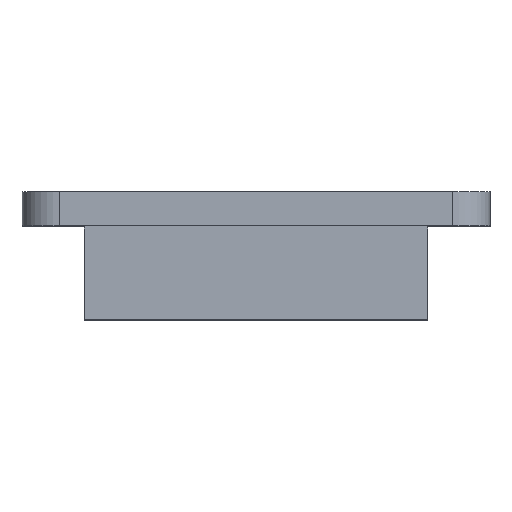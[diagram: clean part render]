
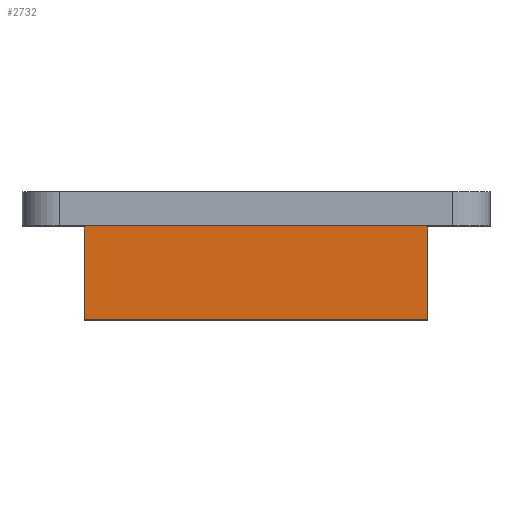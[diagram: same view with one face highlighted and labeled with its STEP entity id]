
A CAD part, top view. The second image highlights one B-rep face of the part: STEP entity #2732.
In plain terms, the highlighted planar face has unit normal (0, 0, 1).
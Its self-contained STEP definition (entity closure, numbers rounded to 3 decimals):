
#37 = EDGE_LOOP ( 'NONE', ( #1612, #823, #1767, #1889 ) ) ;
#175 = CARTESIAN_POINT ( 'NONE',  ( -13.75, -1.997, 16.25 ) ) ;
#213 = CARTESIAN_POINT ( 'NONE',  ( 13.75, -9.5, 16.25 ) ) ;
#280 = DIRECTION ( 'NONE',  ( 1., 0., 0. ) ) ;
#540 = VERTEX_POINT ( 'NONE', #542 ) ;
#542 = CARTESIAN_POINT ( 'NONE',  ( 13.75, -1.997, 16.25 ) ) ;
#562 = LINE ( 'NONE', #1449, #2720 ) ;
#617 = EDGE_CURVE ( 'NONE', #946, #2378, #1749, .T. ) ;
#702 = LINE ( 'NONE', #1832, #1335 ) ;
#823 = ORIENTED_EDGE ( 'NONE', *, *, #617, .F. ) ;
#828 = DIRECTION ( 'NONE',  ( 0., 1., 0. ) ) ;
#921 = LINE ( 'NONE', #2288, #1851 ) ;
#946 = VERTEX_POINT ( 'NONE', #2666 ) ;
#991 = VERTEX_POINT ( 'NONE', #213 ) ;
#1121 = AXIS2_PLACEMENT_3D ( 'NONE', #2490, #1844, #280 ) ;
#1164 = DIRECTION ( 'NONE',  ( 1., 0., 0. ) ) ;
#1229 = DIRECTION ( 'NONE',  ( 0., 1., 0. ) ) ;
#1335 = VECTOR ( 'NONE', #1164, 1000. ) ;
#1449 = CARTESIAN_POINT ( 'NONE',  ( 13.75, -9.5, 16.25 ) ) ;
#1586 = PLANE ( 'NONE',  #1121 ) ;
#1612 = ORIENTED_EDGE ( 'NONE', *, *, #1827, .F. ) ;
#1749 = LINE ( 'NONE', #1955, #2441 ) ;
#1767 = ORIENTED_EDGE ( 'NONE', *, *, #1830, .T. ) ;
#1795 = FACE_OUTER_BOUND ( 'NONE', #37, .T. ) ;
#1812 = DIRECTION ( 'NONE',  ( 1., 0., 0. ) ) ;
#1827 = EDGE_CURVE ( 'NONE', #2378, #540, #921, .T. ) ;
#1830 = EDGE_CURVE ( 'NONE', #946, #991, #702, .T. ) ;
#1832 = CARTESIAN_POINT ( 'NONE',  ( -13.75, -9.5, 16.25 ) ) ;
#1844 = DIRECTION ( 'NONE',  ( 0., 0., 1. ) ) ;
#1851 = VECTOR ( 'NONE', #1812, 1000. ) ;
#1889 = ORIENTED_EDGE ( 'NONE', *, *, #2355, .T. ) ;
#1955 = CARTESIAN_POINT ( 'NONE',  ( -13.75, -9.5, 16.25 ) ) ;
#2288 = CARTESIAN_POINT ( 'NONE',  ( -13.75, -1.997, 16.25 ) ) ;
#2355 = EDGE_CURVE ( 'NONE', #991, #540, #562, .T. ) ;
#2378 = VERTEX_POINT ( 'NONE', #175 ) ;
#2441 = VECTOR ( 'NONE', #828, 1000. ) ;
#2490 = CARTESIAN_POINT ( 'NONE',  ( -13.75, -9.5, 16.25 ) ) ;
#2666 = CARTESIAN_POINT ( 'NONE',  ( -13.75, -9.5, 16.25 ) ) ;
#2720 = VECTOR ( 'NONE', #1229, 1000. ) ;
#2732 = ADVANCED_FACE ( 'NONE', ( #1795 ), #1586, .T. ) ;
